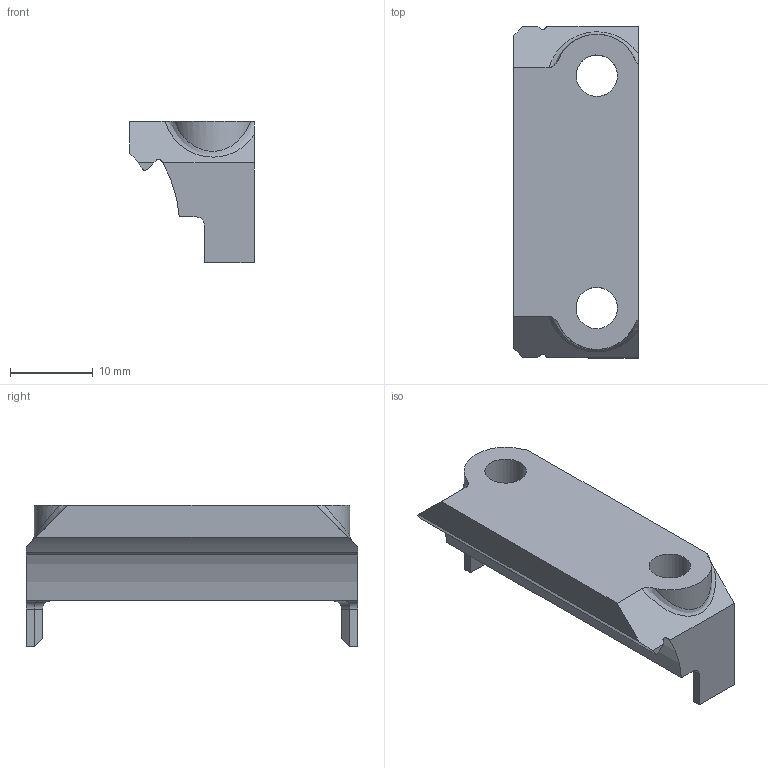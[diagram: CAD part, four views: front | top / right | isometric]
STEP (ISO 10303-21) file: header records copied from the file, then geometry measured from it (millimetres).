
FILE_DESCRIPTION(/* description */ (''),/* implementation_level */ '2;1');
FILE_NAME(/* name */ '3ce96312-0bf3-42e9-9aa9-7f77b037afcd.stp',/* time_stamp */ '2019-04-16T02:18:18+00:00',/* author */ (''),/* organization */ (''),/* preprocessor_version */ 'ST-DEVELOPER v18',/* originating_system */ 'Autodesk Translation Framework v8.2.0.1029',/* authorisation */ '');
FILE_SCHEMA (('AUTOMOTIVE_DESIGN { 1 0 10303 214 3 1 1 }'));
Length unit declared in the file: millimetre
Products named in the file (1): attachment 2
Bounding box: 15 x 40 x 17 mm (x, y, z)
Volume: 4930.5 mm3; surface area: 2690.5 mm2
Topology: 1 solids, 1 shells, 41 faces, 108 edges, 69 vertices
Faces by surface type: plane 23, cylinder 16, bspline 2
Full cylindrical faces by diameter (mm): 5 x2
Entity records: 1391 total; most frequent: CARTESIAN_POINT 335, ORIENTED_EDGE 216, DIRECTION 215, EDGE_CURVE 108, AXIS2_PLACEMENT_3D 73, LINE 69, VECTOR 69, VERTEX_POINT 69
